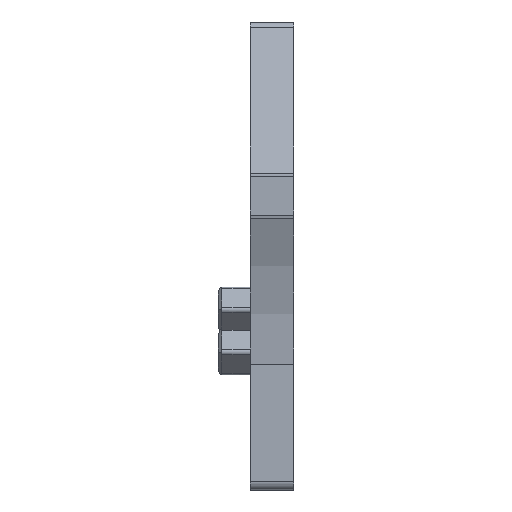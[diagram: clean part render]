
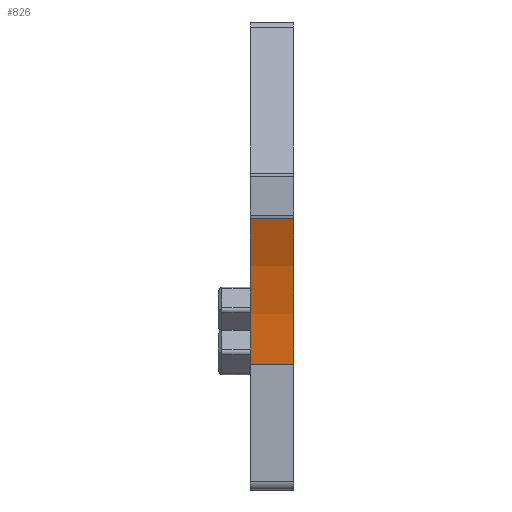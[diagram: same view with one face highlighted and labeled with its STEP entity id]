
A CAD part, front view. The second image highlights one B-rep face of the part: STEP entity #826.
In plain terms, the highlighted cylindrical face has radius 20 mm (diameter 40 mm), a partial arc.
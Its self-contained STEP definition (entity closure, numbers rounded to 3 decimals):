
#242=AXIS2_PLACEMENT_3D('Circle Axis2P3D',#240,#241,$) ;
#806=AXIS2_PLACEMENT_3D('Cylinder Axis2P3D',#803,#804,#805) ;
#817=AXIS2_PLACEMENT_3D('Circle Axis2P3D',#815,#816,$) ;
#237=CARTESIAN_POINT('Vertex',(4.35,0.046,15.651)) ;
#240=CARTESIAN_POINT('Axis2P3D Location',(4.35,-18.105,7.253)) ;
#244=CARTESIAN_POINT('Vertex',(4.35,1.895,7.253)) ;
#784=CARTESIAN_POINT('Line Origine',(3.1,1.895,7.253)) ;
#788=CARTESIAN_POINT('Vertex',(1.85,1.895,7.253)) ;
#803=CARTESIAN_POINT('Axis2P3D Location',(3.1,-18.105,7.253)) ;
#808=CARTESIAN_POINT('Line Origine',(3.1,0.046,15.651)) ;
#812=CARTESIAN_POINT('Vertex',(1.85,0.046,15.651)) ;
#815=CARTESIAN_POINT('Axis2P3D Location',(1.85,-18.105,7.253)) ;
#241=DIRECTION('Axis2P3D Direction',(-1.,0.,0.)) ;
#785=DIRECTION('Vector Direction',(-1.,0.,0.)) ;
#804=DIRECTION('Axis2P3D Direction',(-1.,0.,0.)) ;
#805=DIRECTION('Axis2P3D XDirection',(0.,0.908,0.42)) ;
#809=DIRECTION('Vector Direction',(-1.,0.,0.)) ;
#816=DIRECTION('Axis2P3D Direction',(-1.,0.,0.)) ;
#786=VECTOR('Line Direction',#785,1.) ;
#810=VECTOR('Line Direction',#809,1.) ;
#821=ORIENTED_EDGE('',*,*,#790,.F.) ;
#822=ORIENTED_EDGE('',*,*,#246,.T.) ;
#823=ORIENTED_EDGE('',*,*,#814,.T.) ;
#824=ORIENTED_EDGE('',*,*,#819,.F.) ;
#826=ADVANCED_FACE('ZAP/TW ZT2.5/2AN',(#825),#807,.F.) ;
#243=CIRCLE('generated circle',#242,20.) ;
#818=CIRCLE('generated circle',#817,20.) ;
#807=CYLINDRICAL_SURFACE('generated cylinder',#806,20.) ;
#246=EDGE_CURVE('',#245,#238,#243,.F.) ;
#790=EDGE_CURVE('',#245,#789,#787,.T.) ;
#814=EDGE_CURVE('',#238,#813,#811,.T.) ;
#819=EDGE_CURVE('',#789,#813,#818,.F.) ;
#820=EDGE_LOOP('',(#821,#822,#823,#824)) ;
#825=FACE_OUTER_BOUND('',#820,.T.) ;
#787=LINE('Line',#784,#786) ;
#811=LINE('Line',#808,#810) ;
#238=VERTEX_POINT('',#237) ;
#245=VERTEX_POINT('',#244) ;
#789=VERTEX_POINT('',#788) ;
#813=VERTEX_POINT('',#812) ;
